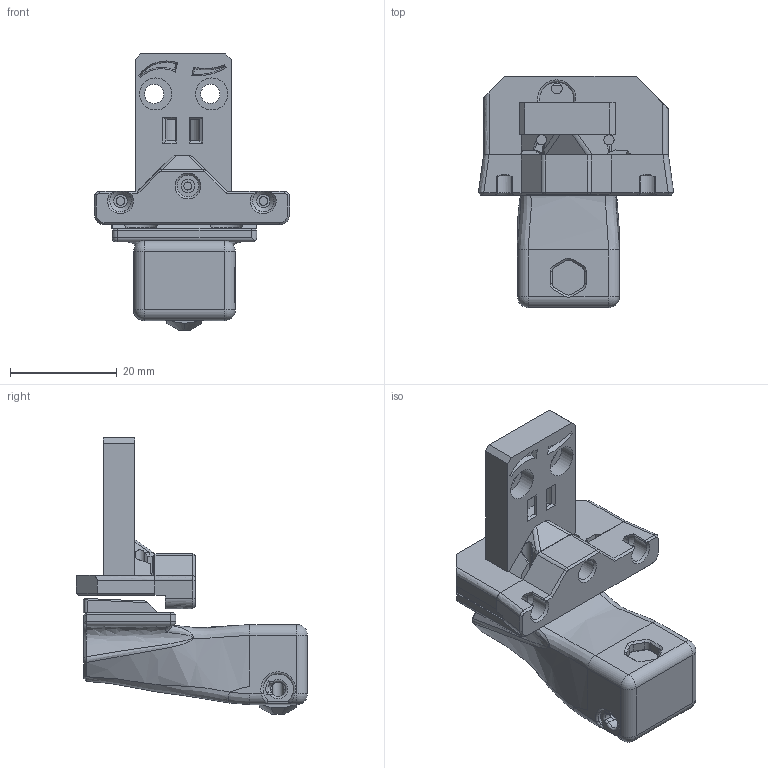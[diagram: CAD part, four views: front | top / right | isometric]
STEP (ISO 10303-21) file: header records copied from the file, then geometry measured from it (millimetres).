
FILE_DESCRIPTION(/* description */ ('STEP AP242','CAx-IF Rec.Pracs.---Representation and Presentation of Product Manufacturing Information (PMI)---4.0---2014-10-13','CAx-IF Rec.Pracs.---3D Tessellated Geometry---0.4---2014-09-14','2;1'),/* implementation_level */ '2;1');
FILE_NAME(/* name */ '6445e935e5f5945350087e6f',/* time_stamp */ '2023-04-24T02:28:07+00:00',/* author */ (''),/* organization */ (''),/* preprocessor_version */ 'ST-DEVELOPER v18.102',/* originating_system */ ' ',/* authorisation */ ' ');
FILE_SCHEMA (('AP242_MANAGED_MODEL_BASED_3D_ENGINEERING_MIM_LF { 1 0 10303 442 1 1 4 }'));
Length unit declared in the file: metre
Products named in the file (5): KlickyNG_Unklicky_ZO_Cap; NG_ABSB_mount; KlickyNG_Unklicky_ZO_Body_SB; KlickyNG_Unklicky_ZO_Probe
Bounding box: 36.53 x 43.19 x 51.61 mm (x, y, z)
Volume: 16115 mm3; surface area: 10306.8 mm2
Topology: 5 solids, 5 shells, 722 faces, 1995 edges, 1281 vertices
Faces by surface type: plane 388, bspline 136, cylinder 111, cone 75, torus 8, sphere 4
Full cylindrical faces by diameter (mm): 1.5 x1, 1.6 x3, 1.9 x2, 2 x1, 2.2 x2, 2.5 x4, 2.8 x1, 3.6 x2, 3.8 x1, 4 x1, 6 x2, 6.4 x3
Entity records: 26958 total; most frequent: CARTESIAN_POINT 9995, ORIENTED_EDGE 3852, DIRECTION 2919, EDGE_CURVE 1926, VERTEX_POINT 1255, LINE 1023, VECTOR 1023, AXIS2_PLACEMENT_3D 948
